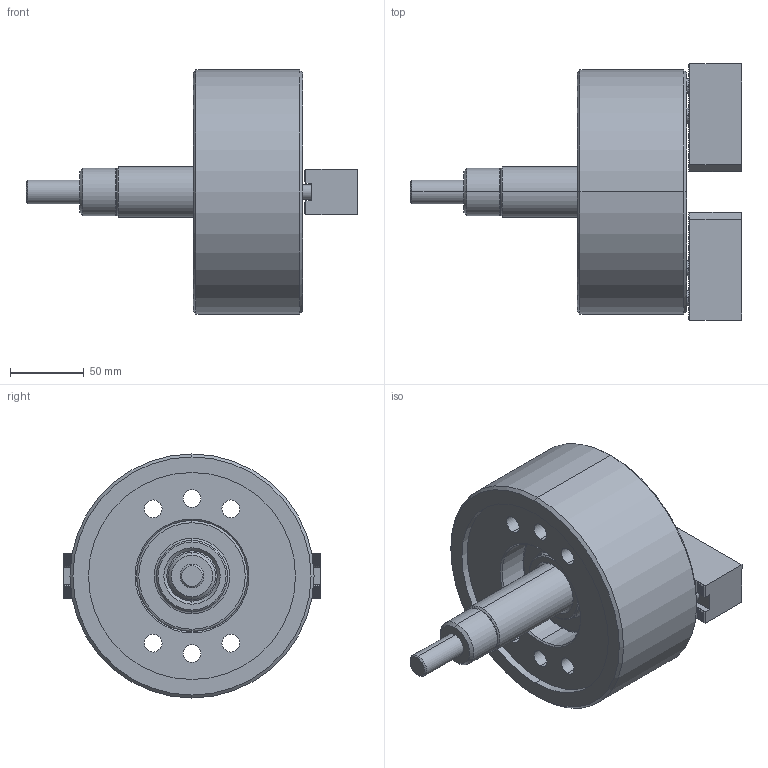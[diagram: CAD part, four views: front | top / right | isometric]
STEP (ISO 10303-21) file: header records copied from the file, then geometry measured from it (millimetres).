
FILE_DESCRIPTION (( 'STEP AP203' ), '1' );
FILE_NAME ('2M-06 外觀參考.STEP', '2016-12-14T08:41:47', ( 'temp' ), ( '' ), 'SwSTEP 2.0', 'SolidWorks 2016', '' );
FILE_SCHEMA (( 'CONFIG_CONTROL_DESIGN' ));
Length unit declared in the file: metre
Products named in the file (10): 2M-06中仁; 2M-06防塵蓋; M5x12; SJ-06; M10x25; 3P-06連接管; 3P-06連接管螺栓; 2M-06 外觀參考; 3P-06連接管螺帽; 2M-06本體
Assembly tree (16 placements, depth 2):
  2M-06 外觀參考
    2M-06本體
    2M-06中仁
    2M-06防塵蓋
    M5x12  x4
    SJ-06  x2
    M10x25  x4
    3P-06連接管
    3P-06連接管螺栓
    3P-06連接管螺帽
Bounding box: 223.8 x 173.17 x 165 mm (x, y, z)
Volume: 1566586.5 mm3; surface area: 213220.8 mm2
Topology: 16 solids, 16 shells, 1296 faces, 3584 edges, 2334 vertices
Faces by surface type: plane 797, cylinder 351, cone 118, bspline 24, torus 6
Entity records: 24515 total; most frequent: CARTESIAN_POINT 5283, ORIENTED_EDGE 3996, DIRECTION 3461, EDGE_CURVE 1998, VERTEX_POINT 1312, VECTOR 1281, LINE 1281, AXIS2_PLACEMENT_3D 1090
